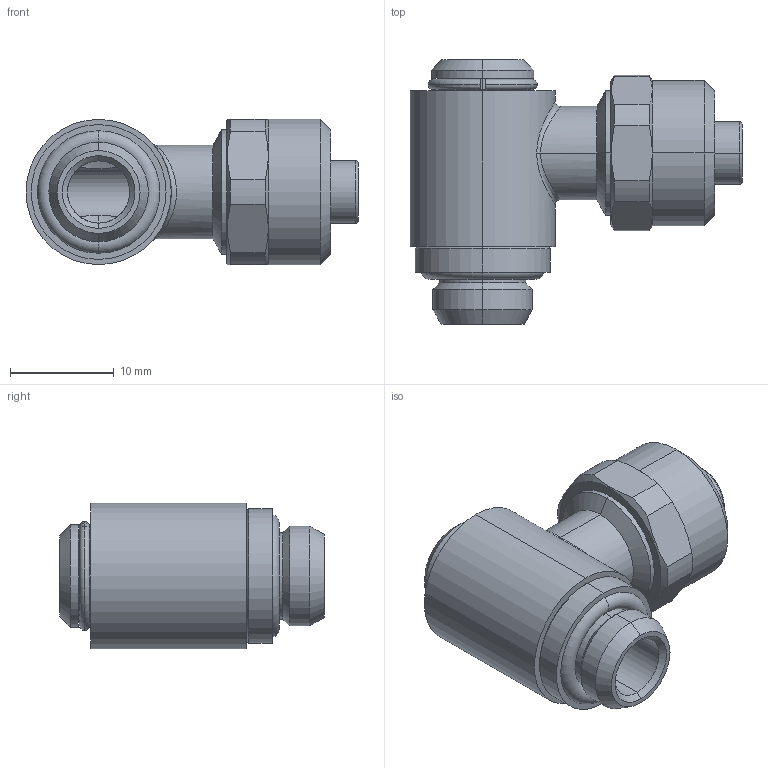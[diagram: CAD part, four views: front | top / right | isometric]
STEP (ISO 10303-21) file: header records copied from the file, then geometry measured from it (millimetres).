
FILE_DESCRIPTION (( 'STEP AP203' ), '1' );
FILE_NAME ('02200041.STEP', '2011-07-26T08:23:41', ( '' ), ( 'sopra-pneumatic' ), 'SwSTEP 2.0', 'SolidWorks 2011', '' );
FILE_SCHEMA (( 'CONFIG_CONTROL_DESIGN' ));
Length unit declared in the file: millimetre
Products named in the file (1): 02200041
Bounding box: 32 x 25.5 x 14 mm (x, y, z)
Volume: 4209.3 mm3; surface area: 2991.8 mm2
Topology: 2 solids, 2 shells, 108 faces, 244 edges, 146 vertices
Faces by surface type: cylinder 36, cone 33, plane 31, torus 6, bspline 2
Entity records: 3646 total; most frequent: CARTESIAN_POINT 1185, DIRECTION 517, ORIENTED_EDGE 480, EDGE_CURVE 240, AXIS2_PLACEMENT_3D 216, VERTEX_POINT 146, EDGE_LOOP 120, CIRCLE 109
